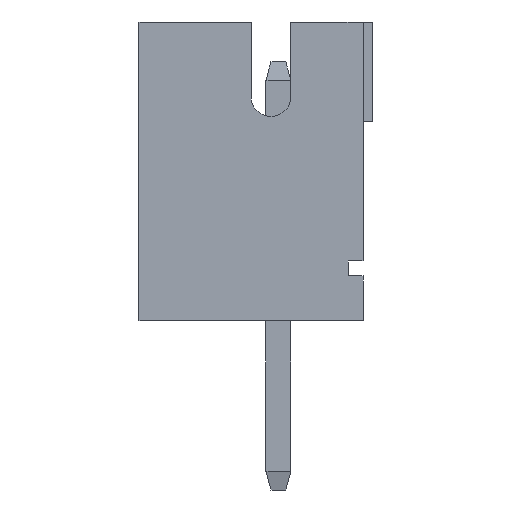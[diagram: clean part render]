
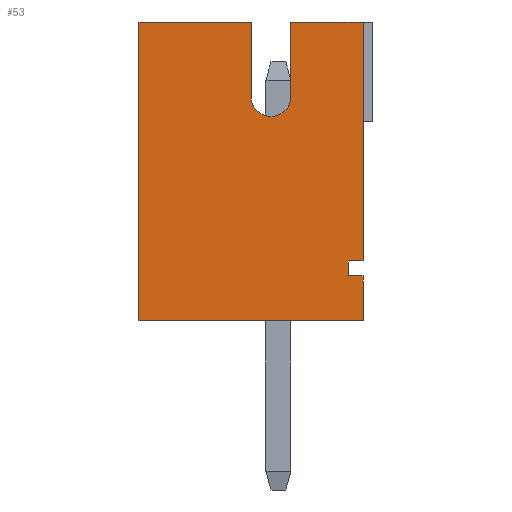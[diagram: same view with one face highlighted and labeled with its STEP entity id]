
A CAD part, left-side view. The second image highlights one B-rep face of the part: STEP entity #53.
In plain terms, the highlighted planar face has unit normal (-1, 0, 0).
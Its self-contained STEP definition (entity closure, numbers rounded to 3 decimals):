
#53=ADVANCED_FACE('',(#1385),#1387,.T.);
#1385=FACE_BOUND('',#1386,.T.);
#1386=EDGE_LOOP('',(#2443,#2444,#2445,#2446,#2447,#2448,#2449,#2450,#2451,#2452,
#2453,#2454));
#1387=PLANE('',#1388);
#1388=AXIS2_PLACEMENT_3D('',#1389,#1390,#1391);
#1389=CARTESIAN_POINT('',(-1.95,0.,0.));
#1390=DIRECTION('',(-1.,0.,0.));
#1391=DIRECTION('',(0.,0.,1.));
#2443=ORIENTED_EDGE('',*,*,#3195,.T.);
#2444=ORIENTED_EDGE('',*,*,#3196,.T.);
#2445=ORIENTED_EDGE('',*,*,#3197,.T.);
#2446=ORIENTED_EDGE('',*,*,#3198,.T.);
#2447=ORIENTED_EDGE('',*,*,#3199,.T.);
#2448=ORIENTED_EDGE('',*,*,#3200,.T.);
#2449=ORIENTED_EDGE('',*,*,#3201,.T.);
#2450=ORIENTED_EDGE('',*,*,#3202,.T.);
#2451=ORIENTED_EDGE('',*,*,#3203,.T.);
#2452=ORIENTED_EDGE('',*,*,#3204,.T.);
#2453=ORIENTED_EDGE('',*,*,#3205,.T.);
#2454=ORIENTED_EDGE('',*,*,#3206,.T.);
#3195=EDGE_CURVE('',#3571,#3572,#3573,.F.);
#3196=EDGE_CURVE('',#3572,#3574,#3575,.T.);
#3197=EDGE_CURVE('',#3574,#3576,#3577,.T.);
#3198=EDGE_CURVE('',#3576,#3578,#3579,.F.);
#3199=EDGE_CURVE('',#3578,#3580,#3581,.F.);
#3200=EDGE_CURVE('',#3580,#3582,#3583,.F.);
#3201=EDGE_CURVE('',#3582,#3584,#3585,.T.);
#3202=EDGE_CURVE('',#3584,#3586,#3587,.T.);
#3203=EDGE_CURVE('',#3586,#3588,#3589,.T.);
#3204=EDGE_CURVE('',#3588,#3590,#3591,.T.);
#3205=EDGE_CURVE('',#3590,#3592,#3593,.F.);
#3206=EDGE_CURVE('',#3592,#3571,#3594,.F.);
#3571=VERTEX_POINT('',#4184);
#3572=VERTEX_POINT('',#4185);
#3573=LINE('',#4186,#4187);
#3574=VERTEX_POINT('',#4189);
#3575=LINE('',#4190,#4191);
#3576=VERTEX_POINT('',#4193);
#3577=LINE('',#4194,#4195);
#3578=VERTEX_POINT('',#4197);
#3579=LINE('',#4198,#4199);
#3580=VERTEX_POINT('',#4201);
#3581=CIRCLE('',#4202,0.4);
#3582=VERTEX_POINT('',#4206);
#3583=LINE('',#4207,#4208);
#3584=VERTEX_POINT('',#4210);
#3585=LINE('',#4211,#4212);
#3586=VERTEX_POINT('',#4214);
#3587=LINE('',#4215,#4216);
#3588=VERTEX_POINT('',#4218);
#3589=LINE('',#4219,#4220);
#3590=VERTEX_POINT('',#4222);
#3591=LINE('',#4223,#4224);
#3592=VERTEX_POINT('',#4226);
#3593=LINE('',#4227,#4228);
#3594=LINE('',#4230,#4231);
#4184=CARTESIAN_POINT('',(-1.95,-1.4,1.2));
#4185=CARTESIAN_POINT('',(-1.95,-1.7,1.2));
#4186=CARTESIAN_POINT('',(-1.95,-1.7,1.2));
#4187=VECTOR('',#4188,1.);
#4188=DIRECTION('',(0.,1.,0.));
#4189=CARTESIAN_POINT('',(-1.95,-1.7,6.));
#4190=CARTESIAN_POINT('',(-1.95,-1.7,1.2));
#4191=VECTOR('',#4192,1.);
#4192=DIRECTION('',(0.,0.,1.));
#4193=CARTESIAN_POINT('',(-1.95,-0.25,6.));
#4194=CARTESIAN_POINT('',(-1.95,-1.7,6.));
#4195=VECTOR('',#4196,1.);
#4196=DIRECTION('',(0.,1.,0.));
#4197=CARTESIAN_POINT('',(-1.95,-0.25,4.5));
#4198=CARTESIAN_POINT('',(-1.95,-0.25,4.5));
#4199=VECTOR('',#4200,1.);
#4200=DIRECTION('',(0.,0.,1.));
#4201=CARTESIAN_POINT('',(-1.95,0.55,4.5));
#4202=AXIS2_PLACEMENT_3D('',#4203,#4204,#4205);
#4203=CARTESIAN_POINT('',(-1.95,0.15,4.5));
#4204=DIRECTION('',(-1.,0.,0.));
#4205=DIRECTION('',(0.,1.,0.));
#4206=CARTESIAN_POINT('',(-1.95,0.55,6.));
#4207=CARTESIAN_POINT('',(-1.95,0.55,6.));
#4208=VECTOR('',#4209,1.);
#4209=DIRECTION('',(0.,0.,-1.));
#4210=CARTESIAN_POINT('',(-1.95,2.8,6.));
#4211=CARTESIAN_POINT('',(-1.95,0.55,6.));
#4212=VECTOR('',#4213,1.);
#4213=DIRECTION('',(0.,1.,0.));
#4214=CARTESIAN_POINT('',(-1.95,2.8,0.));
#4215=CARTESIAN_POINT('',(-1.95,2.8,6.));
#4216=VECTOR('',#4217,1.);
#4217=DIRECTION('',(0.,0.,-1.));
#4218=CARTESIAN_POINT('',(-1.95,-1.7,0.));
#4219=CARTESIAN_POINT('',(-1.95,2.8,0.));
#4220=VECTOR('',#4221,1.);
#4221=DIRECTION('',(0.,-1.,0.));
#4222=CARTESIAN_POINT('',(-1.95,-1.7,0.9));
#4223=CARTESIAN_POINT('',(-1.95,-1.7,0.));
#4224=VECTOR('',#4225,1.);
#4225=DIRECTION('',(0.,0.,1.));
#4226=CARTESIAN_POINT('',(-1.95,-1.4,0.9));
#4227=CARTESIAN_POINT('',(-1.95,-1.4,0.9));
#4228=VECTOR('',#4229,1.);
#4229=DIRECTION('',(0.,-1.,0.));
#4230=CARTESIAN_POINT('',(-1.95,-1.4,1.2));
#4231=VECTOR('',#4232,1.);
#4232=DIRECTION('',(0.,0.,-1.));
